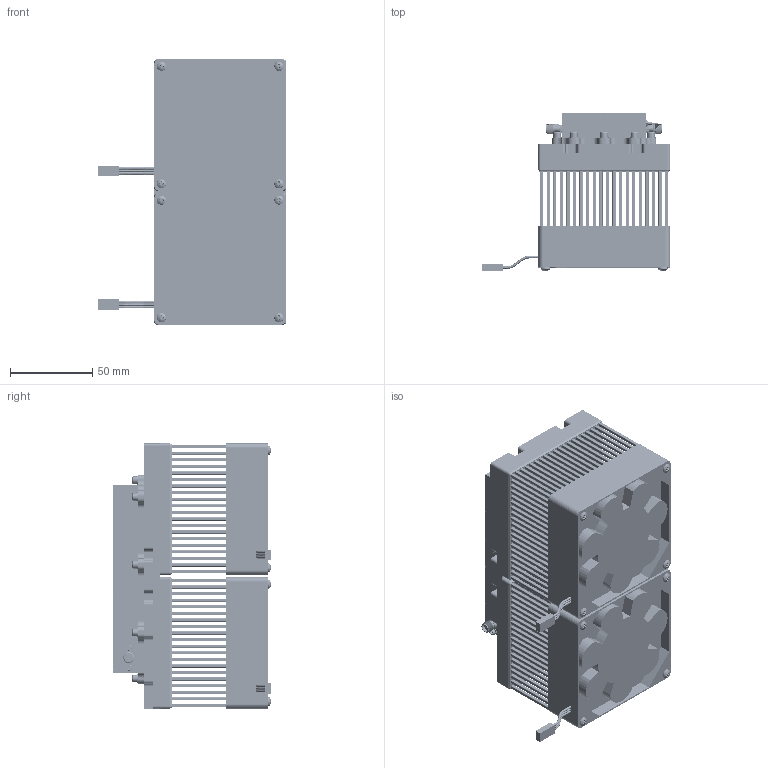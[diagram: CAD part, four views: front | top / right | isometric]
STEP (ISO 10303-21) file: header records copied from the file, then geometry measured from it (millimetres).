
FILE_DESCRIPTION (( 'STEP AP214' ), '1' );
FILE_NAME ('BP-SC-2-BR-H190, Defeatured.STEP', '2024-01-18T18:01:10', ( '' ), ( '' ), 'SwSTEP 2.0', 'SolidWorks 2021', '' );
FILE_SCHEMA (( 'AUTOMOTIVE_DESIGN' ));
Length unit declared in the file: inch
Products named in the file (1): BP-SC-2-BR-H190, Defeatured
Bounding box: 114.26 x 95.94 x 161.4 mm (x, y, z)
Volume: 709479 mm3; surface area: 288820.8 mm2
Topology: 5 solids, 51 shells, 8911 faces, 25442 edges, 16758 vertices
Faces by surface type: plane 4189, cylinder 4008, cone 562, bspline 100, torus 36, sphere 16
Entity records: 439940 total; most frequent: CARTESIAN_POINT 87367, ORIENTED_EDGE 50836, DIRECTION 49824, EDGE_CURVE 25418, AXIS2_PLACEMENT_3D 17094, VERTEX_POINT 16758, VECTOR 15636, LINE 15636
